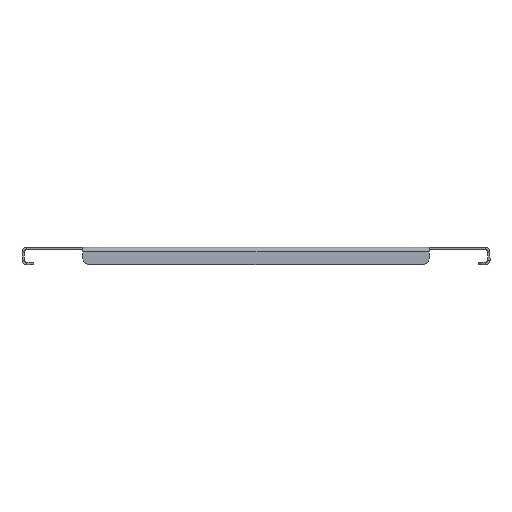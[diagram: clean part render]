
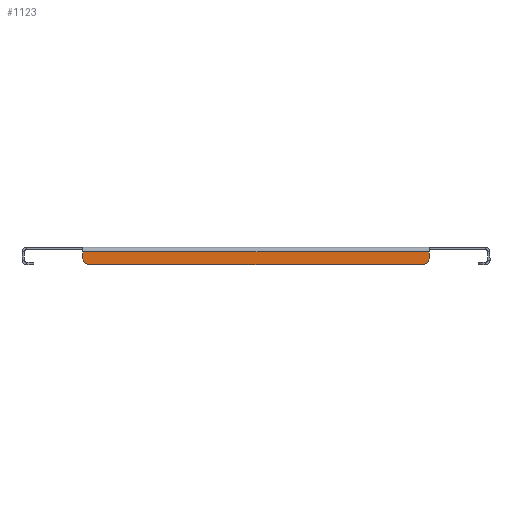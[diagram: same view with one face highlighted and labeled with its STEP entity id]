
A CAD part, left-side view. The second image highlights one B-rep face of the part: STEP entity #1123.
In plain terms, the highlighted planar face has unit normal (-1, 0, 0).
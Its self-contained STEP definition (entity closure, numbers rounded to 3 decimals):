
#1 = EDGE_CURVE ( 'NONE', #137, #1192, #2141, .T. ) ;
#33 = CARTESIAN_POINT ( 'NONE',  ( -149.5, -142., -15. ) ) ;
#53 = CARTESIAN_POINT ( 'NONE',  ( -149.5, -142., -9. ) ) ;
#137 = VERTEX_POINT ( 'NONE', #1512 ) ;
#145 = DIRECTION ( 'NONE',  ( 0., 1., 0. ) ) ;
#173 = ORIENTED_EDGE ( 'NONE', *, *, #1336, .T. ) ;
#250 = ORIENTED_EDGE ( 'NONE', *, *, #1228, .F. ) ;
#402 = AXIS2_PLACEMENT_3D ( 'NONE', #53, #716, #2543 ) ;
#429 = DIRECTION ( 'NONE',  ( 0., 0., 1. ) ) ;
#456 = VERTEX_POINT ( 'NONE', #2749 ) ;
#564 = ORIENTED_EDGE ( 'NONE', *, *, #1, .F. ) ;
#665 = VECTOR ( 'NONE', #1369, 1000. ) ;
#687 = CARTESIAN_POINT ( 'NONE',  ( -149.5, -148., -15. ) ) ;
#702 = ORIENTED_EDGE ( 'NONE', *, *, #1955, .T. ) ;
#716 = DIRECTION ( 'NONE',  ( -1., 0., 0. ) ) ;
#830 = FACE_OUTER_BOUND ( 'NONE', #1699, .T. ) ;
#1001 = VERTEX_POINT ( 'NONE', #1460 ) ;
#1019 = VERTEX_POINT ( 'NONE', #1858 ) ;
#1047 = CARTESIAN_POINT ( 'NONE',  ( -149.5, -200., -4. ) ) ;
#1100 = EDGE_CURVE ( 'NONE', #2069, #1019, #1700, .T. ) ;
#1123 = ADVANCED_FACE ( 'NONE', ( #830 ), #1936, .F. ) ;
#1192 = VERTEX_POINT ( 'NONE', #2675 ) ;
#1226 = DIRECTION ( 'NONE',  ( 0., 0., -1. ) ) ;
#1228 = EDGE_CURVE ( 'NONE', #2069, #1001, #1297, .T. ) ;
#1262 = VECTOR ( 'NONE', #1922, 1000. ) ;
#1297 = LINE ( 'NONE', #2211, #2321 ) ;
#1312 = VECTOR ( 'NONE', #429, 1000. ) ;
#1336 = EDGE_CURVE ( 'NONE', #456, #1001, #1898, .T. ) ;
#1369 = DIRECTION ( 'NONE',  ( 0., 0., -1. ) ) ;
#1460 = CARTESIAN_POINT ( 'NONE',  ( -149.5, 142., -15. ) ) ;
#1489 = DIRECTION ( 'NONE',  ( 0., 0., -1. ) ) ;
#1512 = CARTESIAN_POINT ( 'NONE',  ( -149.5, 148., -4. ) ) ;
#1557 = ORIENTED_EDGE ( 'NONE', *, *, #2935, .T. ) ;
#1628 = DIRECTION ( 'NONE',  ( -1., 0., 0. ) ) ;
#1699 = EDGE_LOOP ( 'NONE', ( #250, #2115, #702, #564, #1557, #173 ) ) ;
#1700 = CIRCLE ( 'NONE', #402, 6. ) ;
#1807 = CARTESIAN_POINT ( 'NONE',  ( -149.5, 148., -15. ) ) ;
#1858 = CARTESIAN_POINT ( 'NONE',  ( -149.5, -148., -9. ) ) ;
#1898 = CIRCLE ( 'NONE', #2047, 6. ) ;
#1922 = DIRECTION ( 'NONE',  ( 0., -1., 0. ) ) ;
#1936 = PLANE ( 'NONE',  #2717 ) ;
#1955 = EDGE_CURVE ( 'NONE', #1019, #1192, #2297, .T. ) ;
#1970 = CARTESIAN_POINT ( 'NONE',  ( -149.5, 0., 0. ) ) ;
#2047 = AXIS2_PLACEMENT_3D ( 'NONE', #2807, #1628, #1226 ) ;
#2069 = VERTEX_POINT ( 'NONE', #33 ) ;
#2115 = ORIENTED_EDGE ( 'NONE', *, *, #1100, .T. ) ;
#2141 = LINE ( 'NONE', #1047, #1262 ) ;
#2211 = CARTESIAN_POINT ( 'NONE',  ( -149.5, -200., -15. ) ) ;
#2297 = LINE ( 'NONE', #687, #1312 ) ;
#2298 = LINE ( 'NONE', #1807, #665 ) ;
#2321 = VECTOR ( 'NONE', #145, 1000. ) ;
#2543 = DIRECTION ( 'NONE',  ( 0., 0., -1. ) ) ;
#2644 = DIRECTION ( 'NONE',  ( 1., 0., 0. ) ) ;
#2675 = CARTESIAN_POINT ( 'NONE',  ( -149.5, -148., -4. ) ) ;
#2717 = AXIS2_PLACEMENT_3D ( 'NONE', #1970, #2644, #1489 ) ;
#2749 = CARTESIAN_POINT ( 'NONE',  ( -149.5, 148., -9. ) ) ;
#2807 = CARTESIAN_POINT ( 'NONE',  ( -149.5, 142., -9. ) ) ;
#2935 = EDGE_CURVE ( 'NONE', #137, #456, #2298, .T. ) ;
